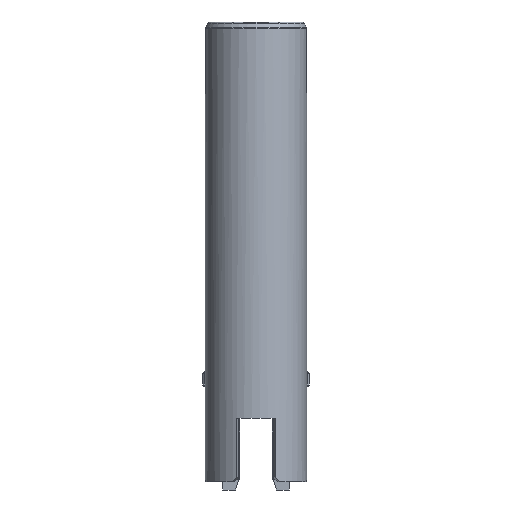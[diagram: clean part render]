
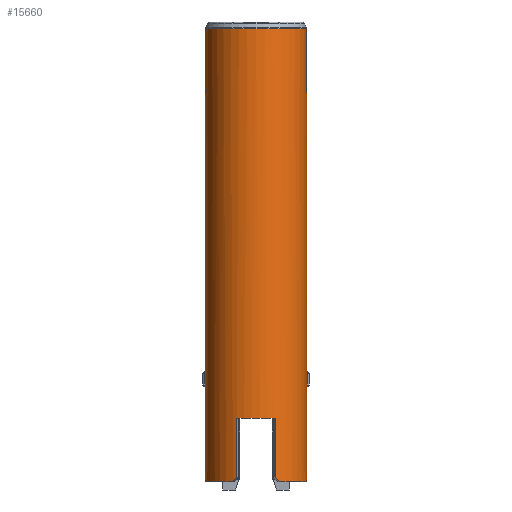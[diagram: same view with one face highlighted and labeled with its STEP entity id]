
A CAD part, left-side view. The second image highlights one B-rep face of the part: STEP entity #15660.
In plain terms, the highlighted cylindrical face has radius 1.2 mm (diameter 2.4 mm), a partial arc.
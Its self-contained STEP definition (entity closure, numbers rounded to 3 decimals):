
#14530=CARTESIAN_POINT('',(-2.925,1.125,
-5.247));
#14540=DIRECTION('',(0.,0.,1.));
#14550=DIRECTION('',(1.,0.,-0.));
#14560=AXIS2_PLACEMENT_3D('',#14530,#14540,#14550);
#14570=CYLINDRICAL_SURFACE('',#14560,1.2);
#14580=CARTESIAN_POINT('',(-4.035,0.668,
-5.247));
#14590=DIRECTION('',(0.,0.,1.));
#14600=VECTOR('',#14590,1.);
#14610=LINE('',#14580,#14600);
#14620=CARTESIAN_POINT('',(-4.035,0.668,4.265));
#14630=VERTEX_POINT('',#14620);
#14640=CARTESIAN_POINT('',(-4.035,0.668,
5.665));
#14650=VERTEX_POINT('',#14640);
#14660=EDGE_CURVE('',#14630,#14650,#14610,.T.);
#14670=ORIENTED_EDGE('',*,*,#14660,.F.);
#14680=CARTESIAN_POINT('',(-4.035,0.668,
5.665));
#14690=CARTESIAN_POINT('',(-4.022,0.637,
5.698));
#14700=CARTESIAN_POINT('',(-4.008,0.607,
5.732));
#14710=CARTESIAN_POINT('',(-3.993,0.577,
5.765));
#14720=B_SPLINE_CURVE_WITH_KNOTS('',3,(#14680,#14690,#14700,#14710),
.UNSPECIFIED.,.F.,.F.,(4,4),(0.,0.142),.UNSPECIFIED.);
#14730=CARTESIAN_POINT('',(-3.993,0.577,
5.765));
#14740=VERTEX_POINT('',#14730);
#14750=EDGE_CURVE('',#14650,#14740,#14720,.T.);
#14760=ORIENTED_EDGE('',*,*,#14750,.F.);
#14770=CARTESIAN_POINT('',(-2.925,1.125,
5.765));
#14780=DIRECTION('',(0.,0.,1.));
#14790=DIRECTION('',(1.,0.,-0.));
#14800=AXIS2_PLACEMENT_3D('',#14770,#14780,#14790);
#14810=CIRCLE('',#14800,1.2);
#14820=CARTESIAN_POINT('',(-3.075,-0.066,5.765));
#14830=VERTEX_POINT('',#14820);
#14840=EDGE_CURVE('',#14740,#14830,#14810,.T.);
#14850=ORIENTED_EDGE('',*,*,#14840,.F.);
#14860=CARTESIAN_POINT('',(-2.925,-0.075,
5.697));
#14870=CARTESIAN_POINT('',(-2.944,-0.075,
5.718));
#14880=CARTESIAN_POINT('',(-2.99,-0.074,
5.753));
#14890=CARTESIAN_POINT('',(-3.047,-0.069,
5.765));
#14900=CARTESIAN_POINT('',(-3.075,-0.066,
5.765));
#14910=B_SPLINE_CURVE_WITH_KNOTS('',3,(#14860,#14870,#14880,#14890,
#14900),.UNSPECIFIED.,.F.,.F.,(4,1,4),(0.,0.5,1.),
.UNSPECIFIED.);
#14920=CARTESIAN_POINT('',(-2.925,-0.075,
5.697));
#14930=VERTEX_POINT('',#14920);
#14940=EDGE_CURVE('',#14930,#14830,#14910,.T.);
#14950=ORIENTED_EDGE('',*,*,#14940,.T.);
#14960=CARTESIAN_POINT('',(-2.925,-0.075,
5.697));
#14970=DIRECTION('',(0.,0.,-1.));
#14980=VECTOR('',#14970,1.);
#14990=LINE('',#14960,#14980);
#15000=CARTESIAN_POINT('',(-2.925,-0.075,
-4.973));
#15010=VERTEX_POINT('',#15000);
#15020=EDGE_CURVE('',#14930,#15010,#14990,.T.);
#15030=ORIENTED_EDGE('',*,*,#15020,.F.);
#15040=CARTESIAN_POINT('',(-2.925,1.125,
-4.973));
#15050=DIRECTION('',(0.,0.,-1.));
#15060=DIRECTION('',(-1.,0.,-0.));
#15070=AXIS2_PLACEMENT_3D('',#15040,#15050,#15060);
#15080=CIRCLE('',#15070,1.2);
#15090=CARTESIAN_POINT('',(-2.925,2.325,
-4.973));
#15100=VERTEX_POINT('',#15090);
#15110=EDGE_CURVE('',#15010,#15100,#15080,.T.);
#15120=ORIENTED_EDGE('',*,*,#15110,.F.);
#15130=CARTESIAN_POINT('',(-2.925,2.325,
5.697));
#15140=DIRECTION('',(0.,0.,-1.));
#15150=VECTOR('',#15140,1.);
#15160=LINE('',#15130,#15150);
#15170=CARTESIAN_POINT('',(-2.925,2.325,
5.697));
#15180=VERTEX_POINT('',#15170);
#15190=EDGE_CURVE('',#15180,#15100,#15160,.T.);
#15200=ORIENTED_EDGE('',*,*,#15190,.T.);
#15210=CARTESIAN_POINT('',(-3.075,2.316,
5.765));
#15220=CARTESIAN_POINT('',(-3.047,2.319,
5.765));
#15230=CARTESIAN_POINT('',(-2.99,2.324,
5.753));
#15240=CARTESIAN_POINT('',(-2.944,2.325,
5.718));
#15250=CARTESIAN_POINT('',(-2.925,2.325,
5.697));
#15260=B_SPLINE_CURVE_WITH_KNOTS('',3,(#15210,#15220,#15230,#15240,
#15250),.UNSPECIFIED.,.F.,.F.,(4,1,4),(0.,0.5,1.),
.UNSPECIFIED.);
#15270=CARTESIAN_POINT('',(-3.075,2.316,5.765));
#15280=VERTEX_POINT('',#15270);
#15290=EDGE_CURVE('',#15280,#15180,#15260,.T.);
#15300=ORIENTED_EDGE('',*,*,#15290,.T.);
#15310=CARTESIAN_POINT('',(-2.925,1.125,
5.765));
#15320=DIRECTION('',(0.,0.,1.));
#15330=DIRECTION('',(1.,0.,-0.));
#15340=AXIS2_PLACEMENT_3D('',#15310,#15320,#15330);
#15350=CIRCLE('',#15340,1.2);
#15360=CARTESIAN_POINT('',(-3.993,1.673,
5.765));
#15370=VERTEX_POINT('',#15360);
#15380=EDGE_CURVE('',#15280,#15370,#15350,.T.);
#15390=ORIENTED_EDGE('',*,*,#15380,.F.);
#15400=CARTESIAN_POINT('',(-3.993,1.673,
5.765));
#15410=CARTESIAN_POINT('',(-4.008,1.643,
5.732));
#15420=CARTESIAN_POINT('',(-4.022,1.613,
5.698));
#15430=CARTESIAN_POINT('',(-4.035,1.582,
5.665));
#15440=B_SPLINE_CURVE_WITH_KNOTS('',3,(#15400,#15410,#15420,#15430),
.UNSPECIFIED.,.F.,.F.,(4,4),(0.,0.142),.UNSPECIFIED.);
#15450=CARTESIAN_POINT('',(-4.035,1.582,
5.665));
#15460=VERTEX_POINT('',#15450);
#15470=EDGE_CURVE('',#15370,#15460,#15440,.T.);
#15480=ORIENTED_EDGE('',*,*,#15470,.F.);
#15490=CARTESIAN_POINT('',(-4.035,1.582,
-5.247));
#15500=DIRECTION('',(0.,0.,1.));
#15510=VECTOR('',#15500,1.);
#15520=LINE('',#15490,#15510);
#15530=CARTESIAN_POINT('',(-4.035,1.582,4.265));
#15540=VERTEX_POINT('',#15530);
#15550=EDGE_CURVE('',#15540,#15460,#15520,.T.);
#15560=ORIENTED_EDGE('',*,*,#15550,.T.);
#15570=CARTESIAN_POINT('',(-2.925,1.125,4.265));
#15580=DIRECTION('',(0.,0.,1.));
#15590=DIRECTION('',(1.,0.,-0.));
#15600=AXIS2_PLACEMENT_3D('',#15570,#15580,#15590);
#15610=CIRCLE('',#15600,1.2);
#15620=EDGE_CURVE('',#15540,#14630,#15610,.T.);
#15630=ORIENTED_EDGE('',*,*,#15620,.F.);
#15640=EDGE_LOOP('',(#15630,#15560,#15480,#15390,#15300,#15200,#15120,
#15030,#14950,#14850,#14760,#14670));
#15650=FACE_OUTER_BOUND('',#15640,.T.);
#15660=ADVANCED_FACE('',(#15650),#14570,.T.);
